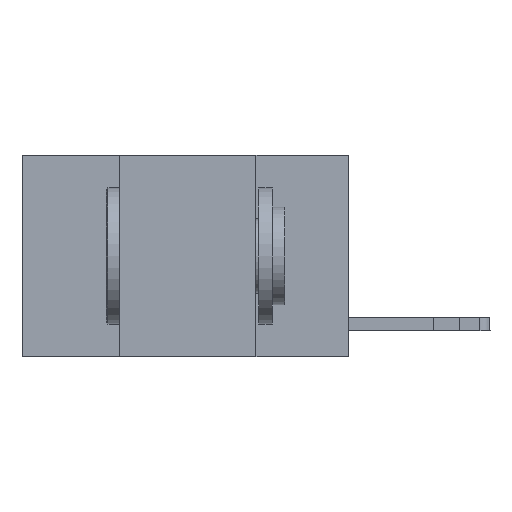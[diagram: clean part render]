
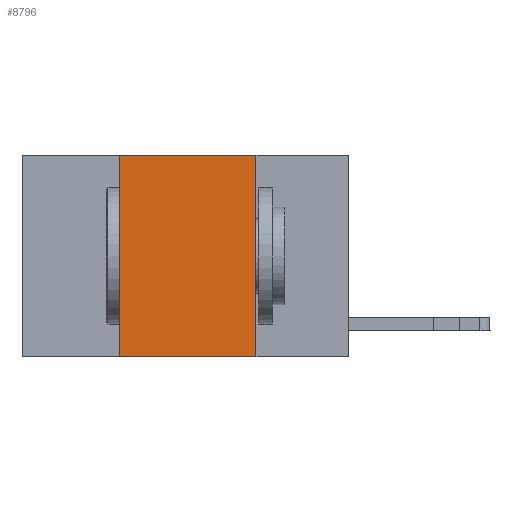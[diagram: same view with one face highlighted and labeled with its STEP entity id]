
A CAD part, left-side view. The second image highlights one B-rep face of the part: STEP entity #8796.
In plain terms, the highlighted planar face has unit normal (-1, 0, 0).
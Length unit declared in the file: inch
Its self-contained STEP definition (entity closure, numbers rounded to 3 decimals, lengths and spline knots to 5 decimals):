
#98 = CARTESIAN_POINT ( 'NONE',  ( 0., 0.42, -0.37 ) ) ;
#1392 = EDGE_CURVE ( 'NONE', #11914, #5989, #4566, .T. ) ;
#1793 = VERTEX_POINT ( 'NONE', #12786 ) ;
#2137 = CARTESIAN_POINT ( 'NONE',  ( 0., 0.6, 0. ) ) ;
#2151 = CARTESIAN_POINT ( 'NONE',  ( 0., 0.17, 0. ) ) ;
#2508 = VERTEX_POINT ( 'NONE', #98 ) ;
#2524 = DIRECTION ( 'NONE',  ( 0., 0., -1. ) ) ;
#2587 = CARTESIAN_POINT ( 'NONE',  ( 0., 0.17, 0. ) ) ;
#2697 = CARTESIAN_POINT ( 'NONE',  ( 0., 0.6, -0.37 ) ) ;
#3127 = FACE_OUTER_BOUND ( 'NONE', #3557, .T. ) ;
#3489 = EDGE_CURVE ( 'NONE', #5989, #1793, #7632, .T. ) ;
#3557 = EDGE_LOOP ( 'NONE', ( #7845, #11277, #8036, #5784 ) ) ;
#4108 = VECTOR ( 'NONE', #11591, 39.37008 ) ;
#4130 = PLANE ( 'NONE',  #9748 ) ;
#4566 = LINE ( 'NONE', #11726, #4108 ) ;
#5784 = ORIENTED_EDGE ( 'NONE', *, *, #8038, .T. ) ;
#5966 = LINE ( 'NONE', #9999, #11916 ) ;
#5989 = VERTEX_POINT ( 'NONE', #2151 ) ;
#6174 = CARTESIAN_POINT ( 'NONE',  ( 0., 0.42, 0. ) ) ;
#7527 = VECTOR ( 'NONE', #2524, 39.37008 ) ;
#7632 = LINE ( 'NONE', #2587, #7527 ) ;
#7845 = ORIENTED_EDGE ( 'NONE', *, *, #3489, .F. ) ;
#8036 = ORIENTED_EDGE ( 'NONE', *, *, #11134, .F. ) ;
#8038 = EDGE_CURVE ( 'NONE', #2508, #1793, #9674, .T. ) ;
#8796 = ADVANCED_FACE ( 'NONE', ( #3127 ), #4130, .F. ) ;
#9019 = DIRECTION ( 'NONE',  ( 0., 0., 1. ) ) ;
#9236 = DIRECTION ( 'NONE',  ( 1., 0., 0. ) ) ;
#9545 = DIRECTION ( 'NONE',  ( 0., -1., 0. ) ) ;
#9674 = LINE ( 'NONE', #2697, #10558 ) ;
#9748 = AXIS2_PLACEMENT_3D ( 'NONE', #2137, #9236, #11137 ) ;
#9999 = CARTESIAN_POINT ( 'NONE',  ( 0., 0.42, 0. ) ) ;
#10558 = VECTOR ( 'NONE', #9545, 39.37008 ) ;
#11134 = EDGE_CURVE ( 'NONE', #2508, #11914, #5966, .T. ) ;
#11137 = DIRECTION ( 'NONE',  ( 0., 0., -1. ) ) ;
#11277 = ORIENTED_EDGE ( 'NONE', *, *, #1392, .F. ) ;
#11591 = DIRECTION ( 'NONE',  ( 0., -1., 0. ) ) ;
#11726 = CARTESIAN_POINT ( 'NONE',  ( 0., 0.6, 0. ) ) ;
#11914 = VERTEX_POINT ( 'NONE', #6174 ) ;
#11916 = VECTOR ( 'NONE', #9019, 39.37008 ) ;
#12786 = CARTESIAN_POINT ( 'NONE',  ( 0., 0.17, -0.37 ) ) ;
